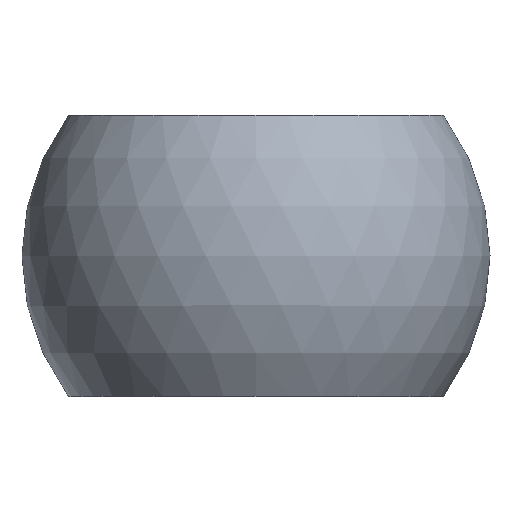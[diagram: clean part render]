
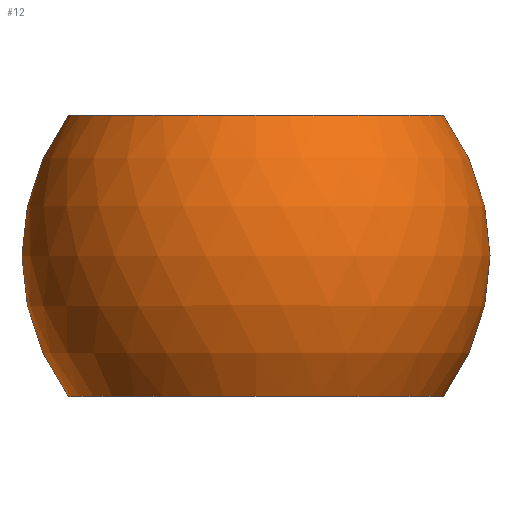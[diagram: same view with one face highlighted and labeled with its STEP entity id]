
A CAD part, top view. The second image highlights one B-rep face of the part: STEP entity #12.
In plain terms, the highlighted spherical face has radius 5 mm.
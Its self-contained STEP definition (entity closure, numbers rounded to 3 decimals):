
#9 = AXIS2_PLACEMENT_3D ( 'NONE', #59, #94, #97 ) ;
#12 = ADVANCED_FACE ( 'NONE', ( #74, #35 ), #76, .T. ) ;
#22 = EDGE_LOOP ( 'NONE', ( #64 ) ) ;
#26 = CARTESIAN_POINT ( 'NONE',  ( 0., -3., -4. ) ) ;
#31 = AXIS2_PLACEMENT_3D ( 'NONE', #46, #44, #84 ) ;
#35 = FACE_BOUND ( 'NONE', #90, .T. ) ;
#44 = DIRECTION ( 'NONE',  ( 0., 1., 0. ) ) ;
#46 = CARTESIAN_POINT ( 'NONE',  ( 0., 3., 0. ) ) ;
#49 = VERTEX_POINT ( 'NONE', #132 ) ;
#57 = EDGE_CURVE ( 'NONE', #49, #49, #86, .T. ) ;
#59 = CARTESIAN_POINT ( 'NONE',  ( 0., -3., 0. ) ) ;
#64 = ORIENTED_EDGE ( 'NONE', *, *, #57, .F. ) ;
#74 = FACE_BOUND ( 'NONE', #22, .T. ) ;
#76 = SPHERICAL_SURFACE ( 'NONE', #123, 5. ) ;
#77 = CARTESIAN_POINT ( 'NONE',  ( 0., 0., 0. ) ) ;
#84 = DIRECTION ( 'NONE',  ( 0., 0., 1. ) ) ;
#86 = CIRCLE ( 'NONE', #31, 4. ) ;
#87 = DIRECTION ( 'NONE',  ( 0., -1., 0. ) ) ;
#90 = EDGE_LOOP ( 'NONE', ( #115 ) ) ;
#94 = DIRECTION ( 'NONE',  ( 0., -1., 0. ) ) ;
#96 = VERTEX_POINT ( 'NONE', #26 ) ;
#97 = DIRECTION ( 'NONE',  ( 0., 0., -1. ) ) ;
#115 = ORIENTED_EDGE ( 'NONE', *, *, #133, .F. ) ;
#121 = DIRECTION ( 'NONE',  ( 0., 0., -1. ) ) ;
#123 = AXIS2_PLACEMENT_3D ( 'NONE', #77, #87, #121 ) ;
#126 = CIRCLE ( 'NONE', #9, 4. ) ;
#132 = CARTESIAN_POINT ( 'NONE',  ( 0., 3., 4. ) ) ;
#133 = EDGE_CURVE ( 'NONE', #96, #96, #126, .T. ) ;
